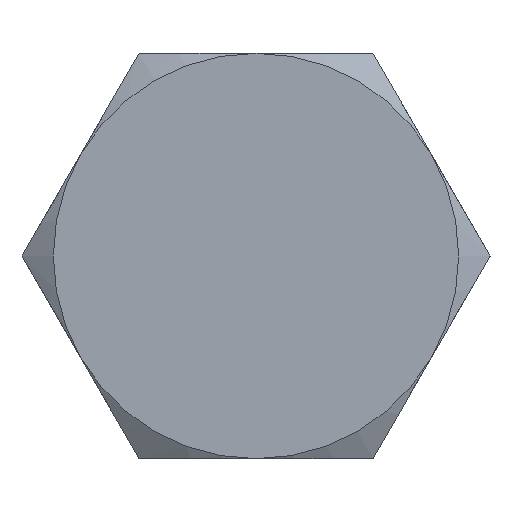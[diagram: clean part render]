
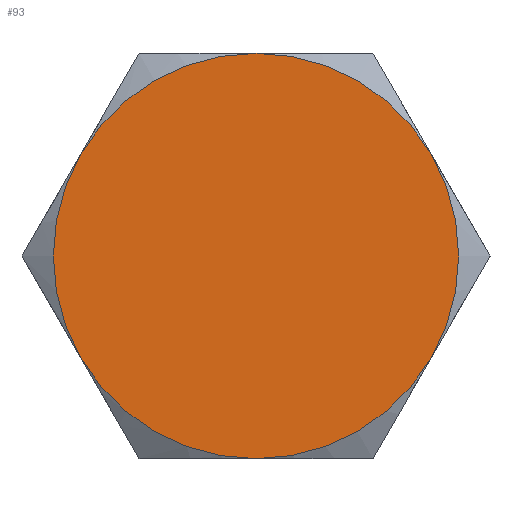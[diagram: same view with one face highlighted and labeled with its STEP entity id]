
A CAD part, left-side view. The second image highlights one B-rep face of the part: STEP entity #93.
In plain terms, the highlighted planar face has unit normal (-1, 0, 0).
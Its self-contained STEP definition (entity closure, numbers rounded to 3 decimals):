
#93=ADVANCED_FACE('',(#132),#133,.F.);
#132=FACE_OUTER_BOUND('',#171,.T.);
#133=PLANE('',#172);
#171=EDGE_LOOP('',(#301,#302,#303,#304,#305,#306));
#172=AXIS2_PLACEMENT_3D('',#307,#308,#309);
#301=ORIENTED_EDGE('',*,*,#345,.F.);
#302=ORIENTED_EDGE('',*,*,#346,.F.);
#303=ORIENTED_EDGE('',*,*,#347,.F.);
#304=ORIENTED_EDGE('',*,*,#348,.F.);
#305=ORIENTED_EDGE('',*,*,#349,.F.);
#306=ORIENTED_EDGE('',*,*,#344,.F.);
#307=CARTESIAN_POINT('',(0.0,7.506,0.));
#308=DIRECTION('',(1.0,0.0,0.0));
#309=DIRECTION('',(0.0,1.0,0.0));
#344=EDGE_CURVE('',#382,#405,#408,.T.);
#345=EDGE_CURVE('',#387,#382,#409,.T.);
#346=EDGE_CURVE('',#392,#387,#410,.T.);
#347=EDGE_CURVE('',#397,#392,#411,.T.);
#348=EDGE_CURVE('',#402,#397,#412,.T.);
#349=EDGE_CURVE('',#405,#402,#413,.T.);
#382=VERTEX_POINT('',#458);
#387=VERTEX_POINT('',#470);
#392=VERTEX_POINT('',#482);
#397=VERTEX_POINT('',#494);
#402=VERTEX_POINT('',#506);
#405=VERTEX_POINT('',#515);
#408=CIRCLE('',#524,6.5);
#409=CIRCLE('',#525,6.5);
#410=CIRCLE('',#526,6.5);
#411=CIRCLE('',#527,6.5);
#412=CIRCLE('',#528,6.5);
#413=CIRCLE('',#529,6.5);
#458=CARTESIAN_POINT('',(0.,0.,-6.5));
#470=CARTESIAN_POINT('',(0.,-5.629,-3.25));
#482=CARTESIAN_POINT('',(0.,-5.629,3.25));
#494=CARTESIAN_POINT('',(0.,0.,6.5));
#506=CARTESIAN_POINT('',(0.,5.629,3.25));
#515=CARTESIAN_POINT('',(0.,5.629,-3.25));
#524=AXIS2_PLACEMENT_3D('',#564,#565,#566);
#525=AXIS2_PLACEMENT_3D('',#567,#568,#569);
#526=AXIS2_PLACEMENT_3D('',#570,#571,#572);
#527=AXIS2_PLACEMENT_3D('',#573,#574,#575);
#528=AXIS2_PLACEMENT_3D('',#576,#577,#578);
#529=AXIS2_PLACEMENT_3D('',#579,#580,#581);
#564=CARTESIAN_POINT('',(0.0,0.0,0.0));
#565=DIRECTION('',(1.0,0.0,0.0));
#566=DIRECTION('',(0.0,0.0,-1.0));
#567=CARTESIAN_POINT('',(0.0,0.0,0.0));
#568=DIRECTION('',(1.0,0.0,0.0));
#569=DIRECTION('',(0.0,0.0,-1.0));
#570=CARTESIAN_POINT('',(0.,0.0,0.0));
#571=DIRECTION('',(1.0,0.0,0.0));
#572=DIRECTION('',(0.0,0.0,-1.0));
#573=CARTESIAN_POINT('',(0.0,0.0,0.0));
#574=DIRECTION('',(1.0,0.0,0.0));
#575=DIRECTION('',(0.0,0.0,-1.0));
#576=CARTESIAN_POINT('',(0.,0.0,0.0));
#577=DIRECTION('',(1.0,0.0,0.0));
#578=DIRECTION('',(0.0,0.0,-1.0));
#579=CARTESIAN_POINT('',(0.0,0.0,0.0));
#580=DIRECTION('',(1.0,0.0,0.0));
#581=DIRECTION('',(0.0,0.0,-1.0));
